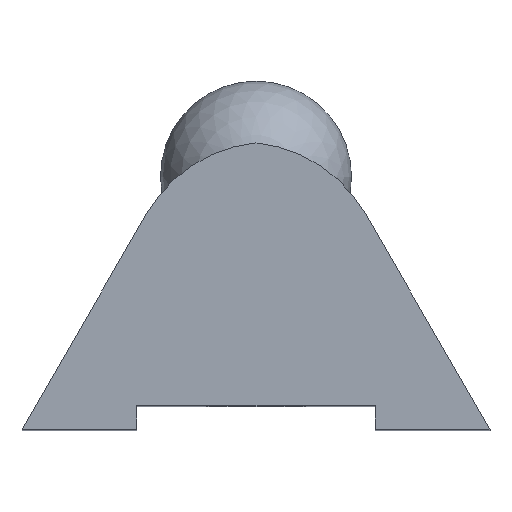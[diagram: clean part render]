
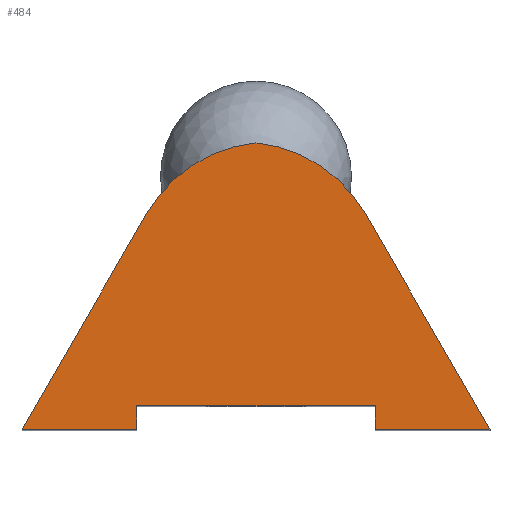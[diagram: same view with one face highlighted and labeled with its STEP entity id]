
A CAD part, top view. The second image highlights one B-rep face of the part: STEP entity #484.
In plain terms, the highlighted planar face has unit normal (0, 0, 1).
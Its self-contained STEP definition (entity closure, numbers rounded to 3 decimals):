
#1 = PLANE ( 'NONE',  #532 ) ;
#2 = EDGE_CURVE ( 'NONE', #523, #529, #623, .T. ) ;
#7 = CARTESIAN_POINT ( 'NONE',  ( 2.5, 0., 0. ) ) ;
#13 = ORIENTED_EDGE ( 'NONE', *, *, #138, .F. ) ;
#28 = CIRCLE ( 'NONE', #273, 3. ) ;
#57 = LINE ( 'NONE', #127, #613 ) ;
#72 = CARTESIAN_POINT ( 'NONE',  ( 4.9, 0., 0. ) ) ;
#74 = DIRECTION ( 'NONE',  ( -0.5, 0.866, 0. ) ) ;
#118 = DIRECTION ( 'NONE',  ( 0., 0., 1. ) ) ;
#120 = CARTESIAN_POINT ( 'NONE',  ( 2.5, 0.5, 0. ) ) ;
#127 = CARTESIAN_POINT ( 'NONE',  ( 4.9, 0., 0. ) ) ;
#128 = VERTEX_POINT ( 'NONE', #424 ) ;
#130 = EDGE_CURVE ( 'NONE', #128, #481, #606, .T. ) ;
#135 = LINE ( 'NONE', #120, #629 ) ;
#138 = EDGE_CURVE ( 'NONE', #585, #228, #660, .T. ) ;
#171 = CARTESIAN_POINT ( 'NONE',  ( -4.9, 0., 0. ) ) ;
#179 = CARTESIAN_POINT ( 'NONE',  ( 2.5, 0.5, 0. ) ) ;
#184 = DIRECTION ( 'NONE',  ( 1., 0., 0. ) ) ;
#199 = VECTOR ( 'NONE', #297, 1000. ) ;
#206 = ORIENTED_EDGE ( 'NONE', *, *, #494, .T. ) ;
#228 = VERTEX_POINT ( 'NONE', #352 ) ;
#234 = CARTESIAN_POINT ( 'NONE',  ( 0.305, 3.016, 0. ) ) ;
#249 = CARTESIAN_POINT ( 'NONE',  ( -0.305, 3.016, 0. ) ) ;
#251 = DIRECTION ( 'NONE',  ( 0., 0., 1. ) ) ;
#252 = DIRECTION ( 'NONE',  ( 0., -1., 0. ) ) ;
#258 = VERTEX_POINT ( 'NONE', #553 ) ;
#270 = EDGE_LOOP ( 'NONE', ( #817, #13, #593, #624, #315, #206, #568, #764, #518 ) ) ;
#273 = AXIS2_PLACEMENT_3D ( 'NONE', #511, #251, #383 ) ;
#286 = DIRECTION ( 'NONE',  ( -1., 0., 0. ) ) ;
#290 = CARTESIAN_POINT ( 'NONE',  ( -2.5, 0., 0. ) ) ;
#291 = VECTOR ( 'NONE', #346, 1000. ) ;
#297 = DIRECTION ( 'NONE',  ( 0., -1., 0. ) ) ;
#299 = VECTOR ( 'NONE', #491, 1000. ) ;
#310 = LINE ( 'NONE', #171, #299 ) ;
#311 = VERTEX_POINT ( 'NONE', #179 ) ;
#315 = ORIENTED_EDGE ( 'NONE', *, *, #130, .F. ) ;
#323 = CARTESIAN_POINT ( 'NONE',  ( 2.293, 4.516, 0. ) ) ;
#325 = CARTESIAN_POINT ( 'NONE',  ( -4.9, 0., 0. ) ) ;
#346 = DIRECTION ( 'NONE',  ( 1., 0., 0. ) ) ;
#352 = CARTESIAN_POINT ( 'NONE',  ( 0., 6., 0. ) ) ;
#361 = FACE_OUTER_BOUND ( 'NONE', #270, .T. ) ;
#363 = EDGE_CURVE ( 'NONE', #258, #585, #310, .T. ) ;
#383 = DIRECTION ( 'NONE',  ( 1., 0., 0. ) ) ;
#391 = AXIS2_PLACEMENT_3D ( 'NONE', #234, #548, #286 ) ;
#424 = CARTESIAN_POINT ( 'NONE',  ( -2.5, 0.5, 0. ) ) ;
#449 = CARTESIAN_POINT ( 'NONE',  ( -2.5, 0., 0. ) ) ;
#481 = VERTEX_POINT ( 'NONE', #449 ) ;
#484 = ADVANCED_FACE ( 'NONE', ( #361 ), #1, .T. ) ;
#491 = DIRECTION ( 'NONE',  ( 0.5, 0.866, 0. ) ) ;
#494 = EDGE_CURVE ( 'NONE', #128, #311, #135, .T. ) ;
#496 = VERTEX_POINT ( 'NONE', #323 ) ;
#511 = CARTESIAN_POINT ( 'NONE',  ( -0.305, 3.016, 0. ) ) ;
#518 = ORIENTED_EDGE ( 'NONE', *, *, #719, .T. ) ;
#523 = VERTEX_POINT ( 'NONE', #758 ) ;
#529 = VERTEX_POINT ( 'NONE', #569 ) ;
#532 = AXIS2_PLACEMENT_3D ( 'NONE', #249, #118, #572 ) ;
#548 = DIRECTION ( 'NONE',  ( 0., 0., -1. ) ) ;
#549 = LINE ( 'NONE', #325, #581 ) ;
#552 = EDGE_CURVE ( 'NONE', #496, #228, #28, .T. ) ;
#553 = CARTESIAN_POINT ( 'NONE',  ( -4.9, 0., 0. ) ) ;
#568 = ORIENTED_EDGE ( 'NONE', *, *, #609, .T. ) ;
#569 = CARTESIAN_POINT ( 'NONE',  ( 4.9, 0., 0. ) ) ;
#572 = DIRECTION ( 'NONE',  ( 1., 0., 0. ) ) ;
#581 = VECTOR ( 'NONE', #766, 1000. ) ;
#585 = VERTEX_POINT ( 'NONE', #626 ) ;
#593 = ORIENTED_EDGE ( 'NONE', *, *, #363, .F. ) ;
#606 = LINE ( 'NONE', #290, #199 ) ;
#609 = EDGE_CURVE ( 'NONE', #311, #523, #806, .T. ) ;
#613 = VECTOR ( 'NONE', #74, 1000. ) ;
#623 = LINE ( 'NONE', #72, #291 ) ;
#624 = ORIENTED_EDGE ( 'NONE', *, *, #811, .F. ) ;
#626 = CARTESIAN_POINT ( 'NONE',  ( -2.293, 4.516, 0. ) ) ;
#629 = VECTOR ( 'NONE', #184, 1000. ) ;
#660 = CIRCLE ( 'NONE', #391, 3. ) ;
#717 = VECTOR ( 'NONE', #252, 1000. ) ;
#719 = EDGE_CURVE ( 'NONE', #529, #496, #57, .T. ) ;
#758 = CARTESIAN_POINT ( 'NONE',  ( 2.5, 0., 0. ) ) ;
#764 = ORIENTED_EDGE ( 'NONE', *, *, #2, .T. ) ;
#766 = DIRECTION ( 'NONE',  ( -1., 0., 0. ) ) ;
#806 = LINE ( 'NONE', #7, #717 ) ;
#811 = EDGE_CURVE ( 'NONE', #481, #258, #549, .T. ) ;
#817 = ORIENTED_EDGE ( 'NONE', *, *, #552, .T. ) ;
